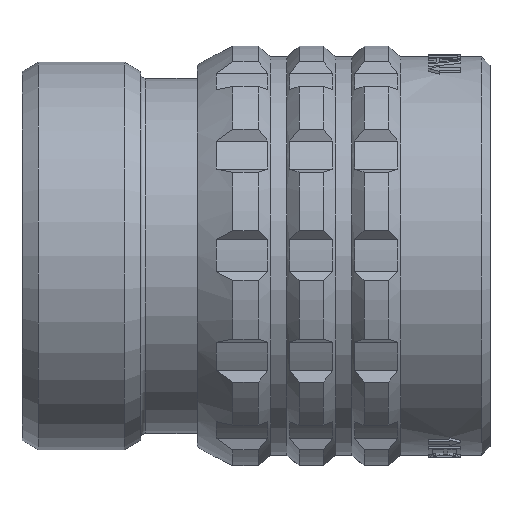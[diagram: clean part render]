
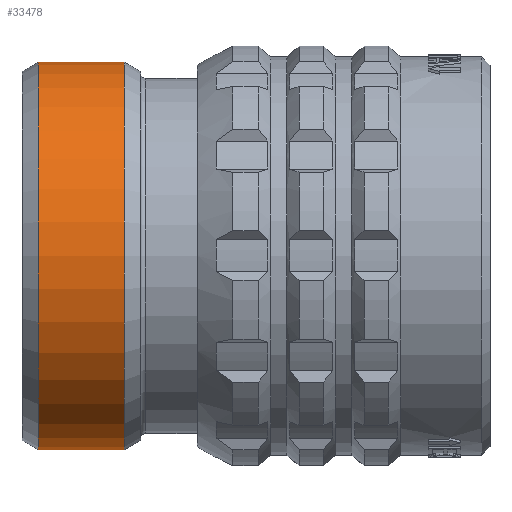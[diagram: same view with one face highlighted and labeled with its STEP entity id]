
A CAD part, top view. The second image highlights one B-rep face of the part: STEP entity #33478.
In plain terms, the highlighted cylindrical face has radius 11.925 mm (diameter 23.85 mm), a partial arc.
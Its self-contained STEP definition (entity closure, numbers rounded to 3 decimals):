
#2762=CARTESIAN_POINT('',(1.,0.,0.));
#2763=DIRECTION('',(1.,0.,0.));
#2764=DIRECTION('',(0.,1.,0.));
#2765=AXIS2_PLACEMENT_3D('',#2762,#2763,#2764);
#2767=CARTESIAN_POINT('',(6.3,0.,0.));
#2768=DIRECTION('',(1.,0.,0.));
#2769=DIRECTION('',(0.,1.,0.));
#2770=AXIS2_PLACEMENT_3D('',#2767,#2768,#2769);
#2772=DIRECTION('',(-1.,0.,0.));
#2773=VECTOR('',#2772,5.3);
#2774=CARTESIAN_POINT('',(6.3,11.925,0.));
#2775=LINE('2203',#2774,#2773);
#2776=DIRECTION('',(-1.,0.,0.));
#2777=VECTOR('',#2776,5.3);
#2778=CARTESIAN_POINT('',(6.3,-11.925,0.));
#2779=LINE('2209',#2778,#2777);
#26163=CARTESIAN_POINT('',(6.3,11.925,0.));
#26165=VERTEX_POINT('',#26163);
#26166=CARTESIAN_POINT('',(1.,11.925,0.));
#26167=VERTEX_POINT('',#26166);
#26175=CARTESIAN_POINT('',(6.3,-11.925,0.));
#26177=VERTEX_POINT('',#26175);
#26178=CARTESIAN_POINT('',(1.,-11.925,0.));
#26179=VERTEX_POINT('',#26178);
#33464=CARTESIAN_POINT('',(-1.44,0.,0.));
#33465=DIRECTION('',(1.,0.,0.));
#33466=DIRECTION('',(0.,-1.,0.));
#33467=AXIS2_PLACEMENT_3D('',#33464,#33465,#33466);
#33468=CYLINDRICAL_SURFACE('278',#33467,11.925);
#33470=ORIENTED_EDGE('2203',*,*,#33469,.F.);
#33472=ORIENTED_EDGE('2221',*,*,#33471,.T.);
#33474=ORIENTED_EDGE('2209',*,*,#33473,.T.);
#33475=ORIENTED_EDGE('2222',*,*,#33450,.F.);
#33476=EDGE_LOOP('278',(#33470,#33472,#33474,#33475));
#33477=FACE_OUTER_BOUND('278',#33476,.F.);
#2766=CIRCLE('2222',#2765,11.925);
#2771=CIRCLE('2221',#2770,11.925);
#33450=EDGE_CURVE('2222',#26167,#26179,#2766,.T.);
#33469=EDGE_CURVE('2203',#26165,#26167,#2775,.T.);
#33471=EDGE_CURVE('2221',#26165,#26177,#2771,.T.);
#33473=EDGE_CURVE('2209',#26177,#26179,#2779,.T.);
#33478=ADVANCED_FACE('278',(#33477),#33468,.T.);
